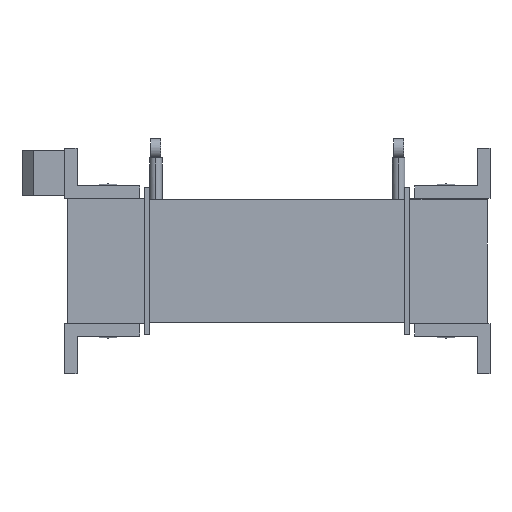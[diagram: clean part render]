
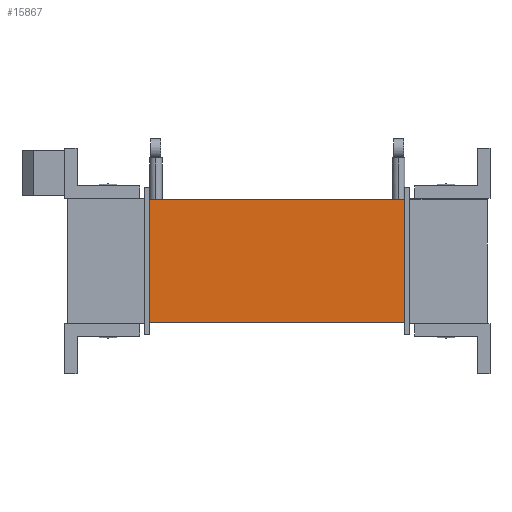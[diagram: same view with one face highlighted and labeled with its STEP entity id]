
A CAD part, left-side view. The second image highlights one B-rep face of the part: STEP entity #15867.
In plain terms, the highlighted planar face has unit normal (-1, 0, 0).
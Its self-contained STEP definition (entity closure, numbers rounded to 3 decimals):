
#15709=DIRECTION('',(0.,1.,0.));
#15710=VECTOR('',#15709,102.);
#15711=CARTESIAN_POINT('',(-84.5,34.,24.5));
#15712=LINE('',#15711,#15710);
#15723=DIRECTION('',(0.,0.,-1.));
#15724=VECTOR('',#15723,49.);
#15725=CARTESIAN_POINT('',(-84.5,136.,24.5));
#15726=LINE('',#15725,#15724);
#15737=DIRECTION('',(0.,0.,-1.));
#15738=VECTOR('',#15737,49.);
#15739=CARTESIAN_POINT('',(-84.5,34.,24.5));
#15740=LINE('',#15739,#15738);
#15744=DIRECTION('',(0.,1.,0.));
#15745=VECTOR('',#15744,102.);
#15746=CARTESIAN_POINT('',(-84.5,34.,-24.5));
#15747=LINE('',#15746,#15745);
#15794=CARTESIAN_POINT('',(-84.5,136.,24.5));
#15796=VERTEX_POINT('',#15794);
#15799=CARTESIAN_POINT('',(-84.5,34.,24.5));
#15800=VERTEX_POINT('',#15799);
#15801=CARTESIAN_POINT('',(-84.5,136.,-24.5));
#15802=VERTEX_POINT('',#15801);
#15805=CARTESIAN_POINT('',(-84.5,34.,-24.5));
#15806=VERTEX_POINT('',#15805);
#15854=CARTESIAN_POINT('',(-84.5,34.,-24.5));
#15855=DIRECTION('',(-1.,0.,0.));
#15856=DIRECTION('',(0.,0.,1.));
#15857=AXIS2_PLACEMENT_3D('',#15854,#15855,#15856);
#15858=PLANE('',#15857);
#15860=ORIENTED_EDGE('',*,*,#15859,.T.);
#15862=ORIENTED_EDGE('',*,*,#15861,.T.);
#15863=ORIENTED_EDGE('',*,*,#15838,.F.);
#15864=ORIENTED_EDGE('',*,*,#15820,.F.);
#15865=EDGE_LOOP('',(#15860,#15862,#15863,#15864));
#15866=FACE_OUTER_BOUND('',#15865,.F.);
#15820=EDGE_CURVE('',#15800,#15796,#15712,.T.);
#15838=EDGE_CURVE('',#15796,#15802,#15726,.T.);
#15859=EDGE_CURVE('',#15800,#15806,#15740,.T.);
#15861=EDGE_CURVE('',#15806,#15802,#15747,.T.);
#15867=ADVANCED_FACE('',(#15866),#15858,.T.);
